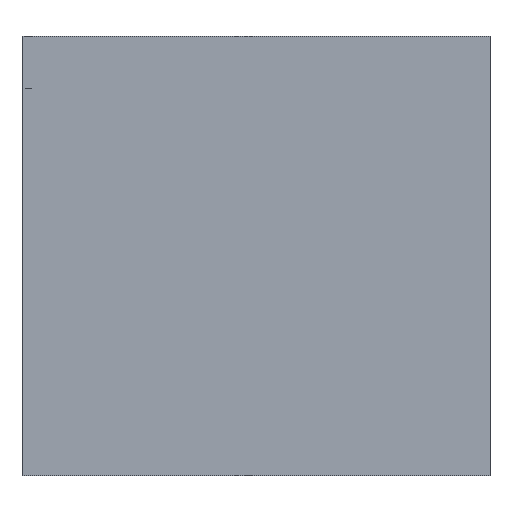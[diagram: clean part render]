
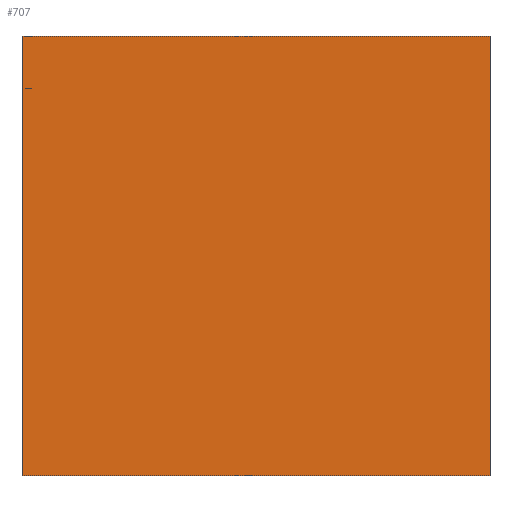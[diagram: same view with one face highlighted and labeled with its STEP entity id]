
A CAD part, front view. The second image highlights one B-rep face of the part: STEP entity #707.
In plain terms, the highlighted planar face has unit normal (0, -1, 0).
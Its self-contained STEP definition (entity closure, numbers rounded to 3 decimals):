
#31=PLANE('',#774);
#74=FACE_OUTER_BOUND('',#117,.T.);
#117=EDGE_LOOP('',(#538,#539,#540,#541));
#169=LINE('',#1051,#257);
#173=LINE('',#1059,#261);
#174=LINE('',#1061,#262);
#175=LINE('',#1062,#263);
#257=VECTOR('',#861,10.);
#261=VECTOR('',#869,10.);
#262=VECTOR('',#870,10.);
#263=VECTOR('',#871,10.);
#354=VERTEX_POINT('',#1047);
#356=VERTEX_POINT('',#1050);
#358=VERTEX_POINT('',#1058);
#359=VERTEX_POINT('',#1060);
#425=EDGE_CURVE('',#354,#356,#169,.T.);
#429=EDGE_CURVE('',#358,#354,#173,.T.);
#430=EDGE_CURVE('',#358,#359,#174,.T.);
#431=EDGE_CURVE('',#359,#356,#175,.T.);
#538=ORIENTED_EDGE('',*,*,#429,.F.);
#539=ORIENTED_EDGE('',*,*,#430,.T.);
#540=ORIENTED_EDGE('',*,*,#431,.T.);
#541=ORIENTED_EDGE('',*,*,#425,.F.);
#707=ADVANCED_FACE('',(#74),#31,.T.);
#774=AXIS2_PLACEMENT_3D('',#1057,#867,#868);
#861=DIRECTION('',(0.,0.,1.));
#867=DIRECTION('center_axis',(0.,-1.,0.));
#868=DIRECTION('ref_axis',(0.,0.,1.));
#869=DIRECTION('',(-1.,0.,0.));
#870=DIRECTION('',(0.,0.,1.));
#871=DIRECTION('',(-1.,0.,0.));
#1047=CARTESIAN_POINT('',(-220.,-225.,0.));
#1050=CARTESIAN_POINT('',(-220.,-225.,169.));
#1051=CARTESIAN_POINT('',(-220.,-225.,0.));
#1057=CARTESIAN_POINT('Origin',(-40.,-225.,0.));
#1058=CARTESIAN_POINT('',(-40.,-225.,0.));
#1059=CARTESIAN_POINT('',(-40.,-225.,0.));
#1060=CARTESIAN_POINT('',(-40.,-225.,169.));
#1061=CARTESIAN_POINT('',(-40.,-225.,0.));
#1062=CARTESIAN_POINT('',(-47.,-225.,169.));
